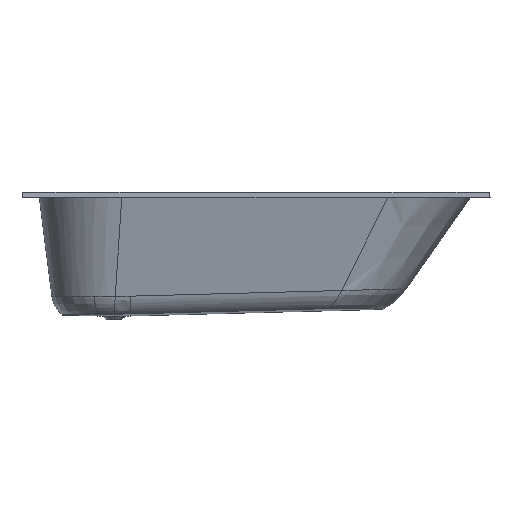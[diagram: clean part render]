
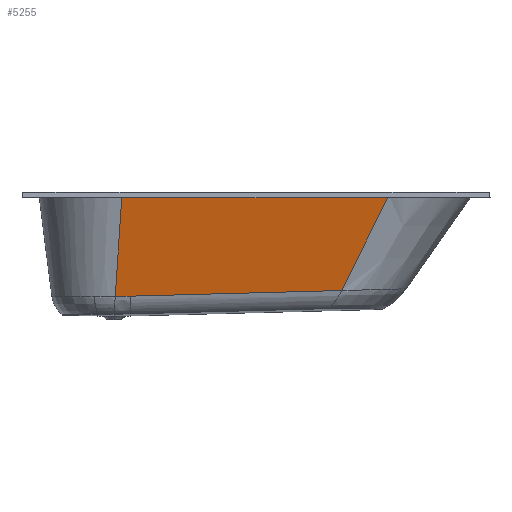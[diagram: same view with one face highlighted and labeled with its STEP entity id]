
A CAD part, front view. The second image highlights one B-rep face of the part: STEP entity #5255.
In plain terms, the highlighted planar face has unit normal (0, 0.982, 0.191).
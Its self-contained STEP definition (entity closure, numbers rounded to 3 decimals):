
#1270=DIRECTION('',(0.065,-0.19,0.98));
#1271=VECTOR('',#1270,374.224);
#1272=CARTESIAN_POINT('',(-511.72,-230.264,
-378.208));
#1273=LINE('',#1272,#1271);
#1274=CARTESIAN_POINT('',(-457.259,-230.419,
-377.399));
#1275=CARTESIAN_POINT('',(-475.413,-230.366,
-377.668));
#1276=CARTESIAN_POINT('',(-493.566,-230.317,
-377.939));
#1277=CARTESIAN_POINT('',(-511.72,-230.264,
-378.208));
#1279=DIRECTION('',(-1.,0.005,-0.027));
#1280=VECTOR('',#1279,769.267);
#1281=CARTESIAN_POINT('',(311.725,-234.399,
-356.924));
#1282=LINE('',#1281,#1280);
#1283=DIRECTION('',(-0.438,0.172,-0.882));
#1284=VECTOR('',#1283,391.332);
#1285=CARTESIAN_POINT('',(483.211,-301.517,
-11.63));
#1286=LINE('',#1285,#1284);
#1287=DIRECTION('',(1.,0.,0.));
#1288=VECTOR('',#1287,970.211);
#1289=CARTESIAN_POINT('',(-487.,-301.517,
-11.63));
#1290=LINE('',#1289,#1288);
#1291=DIRECTION('',(1.,0.,0.));
#1292=VECTOR('',#1291,0.504);
#1293=CARTESIAN_POINT('',(-487.504,-301.517,
-11.63));
#1294=LINE('',#1293,#1292);
#2703=CARTESIAN_POINT('',(-487.504,-301.517,
-11.63));
#2705=VERTEX_POINT('',#2703);
#2708=CARTESIAN_POINT('',(-487.,-301.517,
-11.63));
#2710=VERTEX_POINT('',#2708);
#2711=CARTESIAN_POINT('',(483.211,-301.517,
-11.63));
#2713=VERTEX_POINT('',#2711);
#2742=CARTESIAN_POINT('',(311.725,-234.399,
-356.924));
#2743=VERTEX_POINT('',#2742);
#2745=CARTESIAN_POINT('',(-511.72,-230.264,
-378.208));
#2746=VERTEX_POINT('',#2745);
#2747=VERTEX_POINT('',#1274);
#5239=CARTESIAN_POINT('',(-14.255,-265.889,
-194.919));
#5240=DIRECTION('',(0.,0.982,0.191));
#5241=DIRECTION('',(0.,-0.191,0.982));
#5242=AXIS2_PLACEMENT_3D('',#5239,#5240,#5241);
#5243=PLANE('',#5242);
#5245=ORIENTED_EDGE('',*,*,#5244,.F.);
#5247=ORIENTED_EDGE('',*,*,#5246,.F.);
#5249=ORIENTED_EDGE('',*,*,#5248,.F.);
#5250=ORIENTED_EDGE('',*,*,#5216,.F.);
#5251=ORIENTED_EDGE('',*,*,#5059,.F.);
#5252=ORIENTED_EDGE('',*,*,#5045,.F.);
#5253=EDGE_LOOP('',(#5245,#5247,#5249,#5250,#5251,#5252));
#5254=FACE_OUTER_BOUND('',#5253,.F.);
#5255=ADVANCED_FACE('',(#5254),#5243,.T.);
#1278=B_SPLINE_CURVE_WITH_KNOTS('',3,(#1274,#1275,#1276,#1277),.UNSPECIFIED.,
.F.,.F.,(4,4),(0.,1.),.UNSPECIFIED.);
#5045=EDGE_CURVE('',#2705,#2710,#1294,.T.);
#5059=EDGE_CURVE('',#2710,#2713,#1290,.T.);
#5216=EDGE_CURVE('',#2713,#2743,#1286,.T.);
#5244=EDGE_CURVE('',#2746,#2705,#1273,.T.);
#5246=EDGE_CURVE('',#2747,#2746,#1278,.T.);
#5248=EDGE_CURVE('',#2743,#2747,#1282,.T.);
